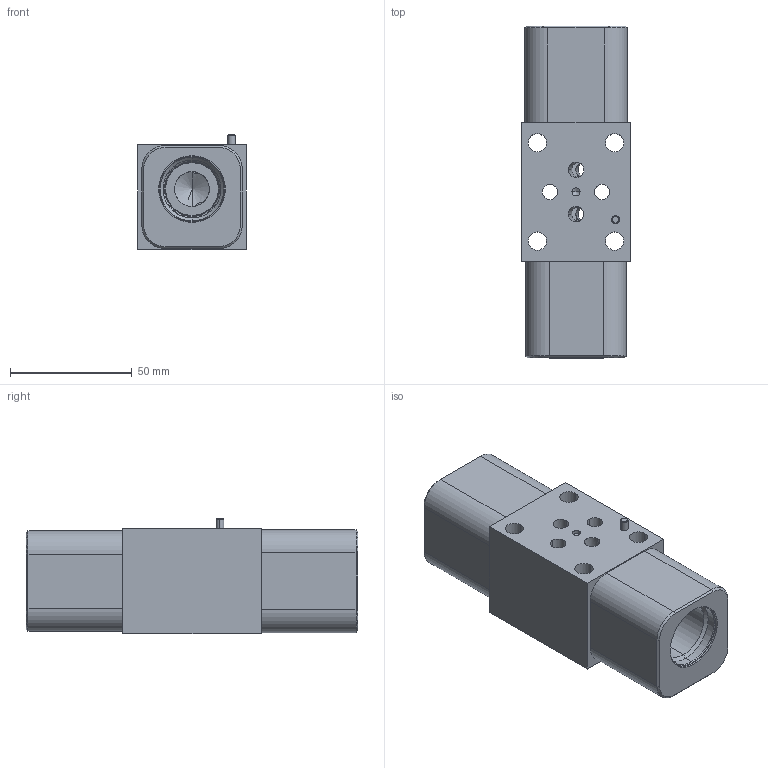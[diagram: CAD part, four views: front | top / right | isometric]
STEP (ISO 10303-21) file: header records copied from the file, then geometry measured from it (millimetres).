
FILE_DESCRIPTION((''),'2;1');
FILE_NAME('GBF_ASM','2021-03-30T',('ProEService'),(''),'PRO/ENGINEER BY PARAMETRIC TECHNOLOGY CORPORATION, 2014200','PRO/ENGINEER BY PARAMETRIC TECHNOLOGY CORPORATION, 2014200','');
FILE_SCHEMA(('CONFIG_CONTROL_DESIGN'));
Length unit declared in the file: inch
Products named in the file (6): 152-089; 340-001; 811-001-006; 500-001-012; 700-002; GBF_ASM
Assembly tree (5 placements, depth 2):
  GBF_ASM
    152-089
    340-001
    811-001-006
    500-001-012
    700-002
Bounding box: 44.45 x 136.53 x 47.35 mm (x, y, z)
Volume: 180835.7 mm3; surface area: 42662.2 mm2
Topology: 3 solids, 3 shells, 199 faces, 726 edges, 639 vertices
Faces by surface type: cylinder 81, plane 56, cone 49, sphere 9, torus 4
Entity records: 9275 total; most frequent: CARTESIAN_POINT 3256, DIRECTION 1232, ORIENTED_EDGE 968, EDGE_CURVE 484, VECTOR 446, LINE 446, AXIS2_PLACEMENT_3D 393, VERTEX_POINT 297
